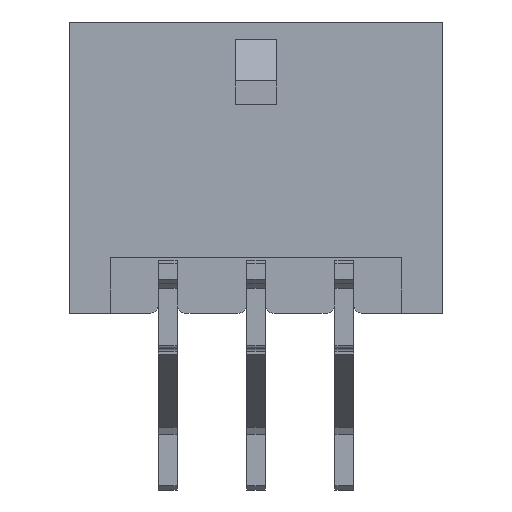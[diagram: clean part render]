
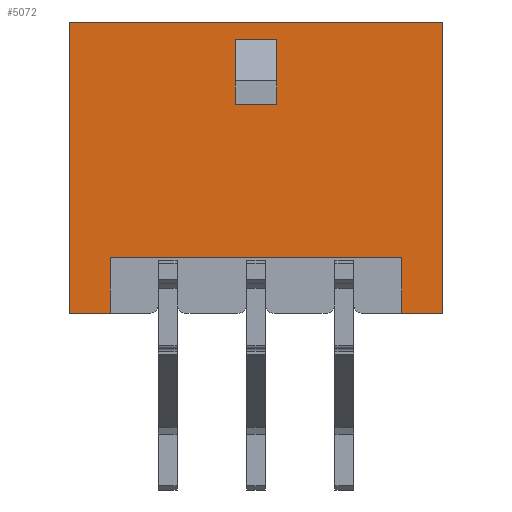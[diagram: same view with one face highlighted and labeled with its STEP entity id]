
A CAD part, left-side view. The second image highlights one B-rep face of the part: STEP entity #5072.
In plain terms, the highlighted planar face has unit normal (-1, 0, 0).
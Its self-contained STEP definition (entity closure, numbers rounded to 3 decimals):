
#638=ORIENTED_EDGE('',*,*,#1979,.T.);
#639=ORIENTED_EDGE('',*,*,#1980,.T.);
#640=ORIENTED_EDGE('',*,*,#1981,.F.);
#641=ORIENTED_EDGE('',*,*,#1982,.F.);
#642=ORIENTED_EDGE('',*,*,#1983,.F.);
#643=ORIENTED_EDGE('',*,*,#1947,.F.);
#644=ORIENTED_EDGE('',*,*,#1971,.T.);
#645=ORIENTED_EDGE('',*,*,#1711,.T.);
#646=ORIENTED_EDGE('',*,*,#1973,.F.);
#647=ORIENTED_EDGE('',*,*,#1955,.F.);
#648=ORIENTED_EDGE('',*,*,#1984,.F.);
#649=ORIENTED_EDGE('',*,*,#1985,.F.);
#1711=EDGE_CURVE('',#2438,#2437,#2940,.T.);
#1947=EDGE_CURVE('',#2610,#2606,#3152,.T.);
#1955=EDGE_CURVE('',#2616,#2617,#3160,.T.);
#1971=EDGE_CURVE('',#2610,#2438,#3176,.T.);
#1973=EDGE_CURVE('',#2617,#2437,#3178,.T.);
#1979=EDGE_CURVE('',#2627,#2628,#3184,.T.);
#1980=EDGE_CURVE('',#2628,#2629,#3185,.T.);
#1981=EDGE_CURVE('',#2630,#2629,#3186,.T.);
#1982=EDGE_CURVE('',#2627,#2630,#3187,.T.);
#1983=EDGE_CURVE('',#2606,#2631,#3188,.T.);
#1984=EDGE_CURVE('',#2632,#2616,#3189,.T.);
#1985=EDGE_CURVE('',#2631,#2632,#3190,.T.);
#2437=VERTEX_POINT('',#7137);
#2438=VERTEX_POINT('',#7139);
#2606=VERTEX_POINT('',#7588);
#2610=VERTEX_POINT('',#7597);
#2616=VERTEX_POINT('',#7613);
#2617=VERTEX_POINT('',#7615);
#2627=VERTEX_POINT('',#7655);
#2628=VERTEX_POINT('',#7656);
#2629=VERTEX_POINT('',#7658);
#2630=VERTEX_POINT('',#7660);
#2631=VERTEX_POINT('',#7663);
#2632=VERTEX_POINT('',#7665);
#2940=LINE('',#7138,#3639);
#3152=LINE('',#7598,#3851);
#3160=LINE('',#7614,#3859);
#3176=LINE('',#7641,#3875);
#3178=LINE('',#7644,#3877);
#3184=LINE('',#7654,#3883);
#3185=LINE('',#7657,#3884);
#3186=LINE('',#7659,#3885);
#3187=LINE('',#7661,#3886);
#3188=LINE('',#7662,#3887);
#3189=LINE('',#7664,#3888);
#3190=LINE('',#7666,#3889);
#3639=VECTOR('',#5744,1000.);
#3851=VECTOR('',#6106,1000.);
#3859=VECTOR('',#6118,1000.);
#3875=VECTOR('',#6138,1000.);
#3877=VECTOR('',#6142,1000.);
#3883=VECTOR('',#6154,1000.);
#3884=VECTOR('',#6155,1000.);
#3885=VECTOR('',#6156,1000.);
#3886=VECTOR('',#6157,1000.);
#3887=VECTOR('',#6158,1000.);
#3888=VECTOR('',#6159,1000.);
#3889=VECTOR('',#6160,1000.);
#4306=EDGE_LOOP('',(#638,#639,#640,#641));
#4307=EDGE_LOOP('',(#642,#643,#644,#645,#646,#647,#648,#649));
#4577=FACE_BOUND('',#4306,.T.);
#4578=FACE_BOUND('',#4307,.T.);
#4826=PLANE('',#5399);
#5072=ADVANCED_FACE('',(#4577,#4578),#4826,.T.);
#5399=AXIS2_PLACEMENT_3D('',#7653,#6152,#6153);
#5744=DIRECTION('',(0.,1.,0.));
#6106=DIRECTION('',(0.,1.,0.));
#6118=DIRECTION('',(0.,1.,0.));
#6138=DIRECTION('',(0.,0.,1.));
#6142=DIRECTION('',(0.,0.,1.));
#6152=DIRECTION('',(-1.,0.,0.));
#6153=DIRECTION('',(0.,0.,1.));
#6154=DIRECTION('',(0.,0.,1.));
#6155=DIRECTION('',(0.,-1.,0.));
#6156=DIRECTION('',(0.,0.,1.));
#6157=DIRECTION('',(0.,-1.,0.));
#6158=DIRECTION('',(0.,0.,1.));
#6159=DIRECTION('',(0.,0.,-1.));
#6160=DIRECTION('',(0.,1.,0.));
#7137=CARTESIAN_POINT('',(-3.43,6.35,4.95));
#7138=CARTESIAN_POINT('',(-3.43,-6.35,4.95));
#7139=CARTESIAN_POINT('',(-3.43,-6.35,4.95));
#7588=CARTESIAN_POINT('',(-3.43,-4.95,-4.95));
#7597=CARTESIAN_POINT('',(-3.43,-6.35,-4.95));
#7598=CARTESIAN_POINT('',(-3.43,-6.35,-4.95));
#7613=CARTESIAN_POINT('',(-3.43,4.95,-4.95));
#7614=CARTESIAN_POINT('',(-3.43,-6.35,-4.95));
#7615=CARTESIAN_POINT('',(-3.43,6.35,-4.95));
#7641=CARTESIAN_POINT('',(-3.43,-6.35,-4.95));
#7644=CARTESIAN_POINT('',(-3.43,6.35,-4.95));
#7653=CARTESIAN_POINT('',(-3.43,-6.35,-4.95));
#7654=CARTESIAN_POINT('',(-3.43,0.7,2.15));
#7655=CARTESIAN_POINT('',(-3.43,0.7,2.15));
#7656=CARTESIAN_POINT('',(-3.43,0.7,4.35));
#7657=CARTESIAN_POINT('',(-3.43,0.7,4.35));
#7658=CARTESIAN_POINT('',(-3.43,-0.7,4.35));
#7659=CARTESIAN_POINT('',(-3.43,-0.7,2.15));
#7660=CARTESIAN_POINT('',(-3.43,-0.7,2.15));
#7661=CARTESIAN_POINT('',(-3.43,0.7,2.15));
#7662=CARTESIAN_POINT('',(-3.43,-4.95,-4.95));
#7663=CARTESIAN_POINT('',(-3.43,-4.95,-3.05));
#7664=CARTESIAN_POINT('',(-3.43,4.95,-3.05));
#7665=CARTESIAN_POINT('',(-3.43,4.95,-3.05));
#7666=CARTESIAN_POINT('',(-3.43,-4.95,-3.05));
